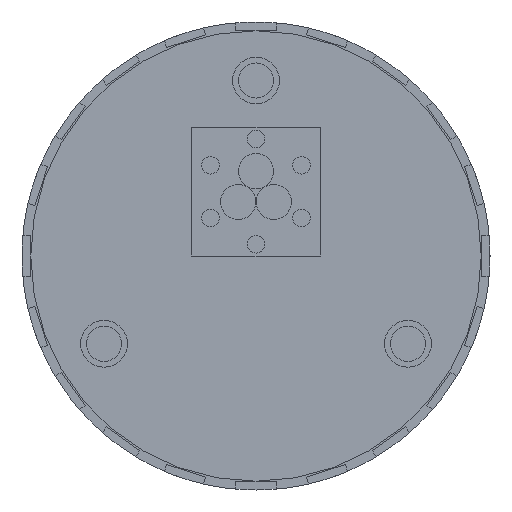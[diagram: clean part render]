
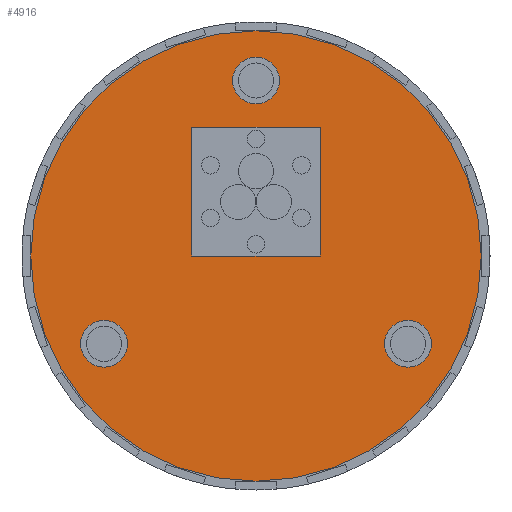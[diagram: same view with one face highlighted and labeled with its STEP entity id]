
A CAD part, front view. The second image highlights one B-rep face of the part: STEP entity #4916.
In plain terms, the highlighted planar face has unit normal (0, -1, 0).
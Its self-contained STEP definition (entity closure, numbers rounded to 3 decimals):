
#69 = VECTOR ( 'NONE', #2940, 1000. ) ;
#81 = AXIS2_PLACEMENT_3D ( 'NONE', #3449, #486, #3956 ) ;
#124 = FACE_BOUND ( 'NONE', #3490, .T. ) ;
#125 = DIRECTION ( 'NONE',  ( -1., 0., 0. ) ) ;
#172 = VERTEX_POINT ( 'NONE', #2473 ) ;
#178 = CARTESIAN_POINT ( 'NONE',  ( 5.5, 0., 11. ) ) ;
#180 = CARTESIAN_POINT ( 'NONE',  ( 0., 0., 15. ) ) ;
#274 = VECTOR ( 'NONE', #1431, 1000. ) ;
#394 = ORIENTED_EDGE ( 'NONE', *, *, #1956, .F. ) ;
#439 = CARTESIAN_POINT ( 'NONE',  ( 0., 0., 17. ) ) ;
#486 = DIRECTION ( 'NONE',  ( 0., 1., 0. ) ) ;
#521 = DIRECTION ( 'NONE',  ( 0., -1., 0. ) ) ;
#614 = EDGE_CURVE ( 'NONE', #2340, #3719, #3546, .T. ) ;
#665 = DIRECTION ( 'NONE',  ( 0., 0., -1. ) ) ;
#701 = AXIS2_PLACEMENT_3D ( 'NONE', #2699, #6132, #3190 ) ;
#759 = DIRECTION ( 'NONE',  ( 0., 1., 0. ) ) ;
#1052 = ORIENTED_EDGE ( 'NONE', *, *, #5291, .F. ) ;
#1162 = VERTEX_POINT ( 'NONE', #178 ) ;
#1170 = CARTESIAN_POINT ( 'NONE',  ( 12.99, 0., -5.5 ) ) ;
#1172 = VERTEX_POINT ( 'NONE', #2162 ) ;
#1265 = FACE_BOUND ( 'NONE', #4264, .T. ) ;
#1431 = DIRECTION ( 'NONE',  ( 1., 0., 0. ) ) ;
#1463 = EDGE_CURVE ( 'NONE', #1162, #3861, #3909, .T. ) ;
#1558 = AXIS2_PLACEMENT_3D ( 'NONE', #5201, #2231, #5690 ) ;
#1588 = LINE ( 'NONE', #4900, #274 ) ;
#1703 = AXIS2_PLACEMENT_3D ( 'NONE', #3735, #759, #4235 ) ;
#1720 = VERTEX_POINT ( 'NONE', #2271 ) ;
#1904 = ORIENTED_EDGE ( 'NONE', *, *, #2277, .F. ) ;
#1956 = EDGE_CURVE ( 'NONE', #1720, #2865, #5786, .T. ) ;
#1966 = VERTEX_POINT ( 'NONE', #2983 ) ;
#1983 = ORIENTED_EDGE ( 'NONE', *, *, #5617, .F. ) ;
#2082 = CARTESIAN_POINT ( 'NONE',  ( -5.5, 0., 11. ) ) ;
#2162 = CARTESIAN_POINT ( 'NONE',  ( 5.5, 0., 0. ) ) ;
#2217 = ORIENTED_EDGE ( 'NONE', *, *, #4137, .F. ) ;
#2229 = EDGE_CURVE ( 'NONE', #3305, #1966, #2776, .T. ) ;
#2231 = DIRECTION ( 'NONE',  ( 0., -1., 0. ) ) ;
#2265 = DIRECTION ( 'NONE',  ( 0., -1., 0. ) ) ;
#2271 = CARTESIAN_POINT ( 'NONE',  ( -12.99, 0., -9.5 ) ) ;
#2277 = EDGE_CURVE ( 'NONE', #1966, #3305, #4642, .T. ) ;
#2308 = CARTESIAN_POINT ( 'NONE',  ( -5.5, 0., 11. ) ) ;
#2340 = VERTEX_POINT ( 'NONE', #2797 ) ;
#2378 = ORIENTED_EDGE ( 'NONE', *, *, #2229, .F. ) ;
#2473 = CARTESIAN_POINT ( 'NONE',  ( 12.99, 0., -9.5 ) ) ;
#2497 = CARTESIAN_POINT ( 'NONE',  ( 0., 0., 15. ) ) ;
#2593 = FACE_BOUND ( 'NONE', #6098, .T. ) ;
#2615 = AXIS2_PLACEMENT_3D ( 'NONE', #3484, #521, #3989 ) ;
#2699 = CARTESIAN_POINT ( 'NONE',  ( -12.99, 0., -7.5 ) ) ;
#2701 = DIRECTION ( 'NONE',  ( 0., 1., 0. ) ) ;
#2748 = FACE_BOUND ( 'NONE', #4594, .T. ) ;
#2776 = CIRCLE ( 'NONE', #5144, 19.25 ) ;
#2797 = CARTESIAN_POINT ( 'NONE',  ( 0., 0., 13. ) ) ;
#2809 = DIRECTION ( 'NONE',  ( 0., 0., -1. ) ) ;
#2865 = VERTEX_POINT ( 'NONE', #3820 ) ;
#2940 = DIRECTION ( 'NONE',  ( 0., 0., 1. ) ) ;
#2983 = CARTESIAN_POINT ( 'NONE',  ( 0., 0., -19.25 ) ) ;
#2990 = DIRECTION ( 'NONE',  ( 0., 0., -1. ) ) ;
#3013 = EDGE_CURVE ( 'NONE', #1172, #1162, #3858, .T. ) ;
#3190 = DIRECTION ( 'NONE',  ( 0., 0., -1. ) ) ;
#3305 = VERTEX_POINT ( 'NONE', #4189 ) ;
#3357 = CIRCLE ( 'NONE', #1558, 2. ) ;
#3397 = CARTESIAN_POINT ( 'NONE',  ( -5.5, 0., 0. ) ) ;
#3429 = CIRCLE ( 'NONE', #4601, 2. ) ;
#3449 = CARTESIAN_POINT ( 'NONE',  ( 0., 0., 0. ) ) ;
#3484 = CARTESIAN_POINT ( 'NONE',  ( -12.99, 0., -7.5 ) ) ;
#3490 = EDGE_LOOP ( 'NONE', ( #4925, #1983 ) ) ;
#3546 = CIRCLE ( 'NONE', #5805, 2. ) ;
#3641 = DIRECTION ( 'NONE',  ( 0., -1., 0. ) ) ;
#3719 = VERTEX_POINT ( 'NONE', #439 ) ;
#3724 = VERTEX_POINT ( 'NONE', #3397 ) ;
#3735 = CARTESIAN_POINT ( 'NONE',  ( 0., 0., 0. ) ) ;
#3820 = CARTESIAN_POINT ( 'NONE',  ( -12.99, 0., -5.5 ) ) ;
#3858 = LINE ( 'NONE', #5892, #69 ) ;
#3861 = VERTEX_POINT ( 'NONE', #4021 ) ;
#3909 = LINE ( 'NONE', #2082, #5232 ) ;
#3941 = VECTOR ( 'NONE', #2809, 1000. ) ;
#3956 = DIRECTION ( 'NONE',  ( 0., 0., 1. ) ) ;
#3989 = DIRECTION ( 'NONE',  ( 0., 0., -1. ) ) ;
#4021 = CARTESIAN_POINT ( 'NONE',  ( -5.5, 0., 11. ) ) ;
#4137 = EDGE_CURVE ( 'NONE', #2865, #1720, #4836, .T. ) ;
#4171 = ORIENTED_EDGE ( 'NONE', *, *, #1463, .F. ) ;
#4182 = EDGE_CURVE ( 'NONE', #172, #5499, #3357, .T. ) ;
#4189 = CARTESIAN_POINT ( 'NONE',  ( 0., 0., 19.25 ) ) ;
#4235 = DIRECTION ( 'NONE',  ( 0., 0., 1. ) ) ;
#4264 = EDGE_LOOP ( 'NONE', ( #5403, #1052 ) ) ;
#4594 = EDGE_LOOP ( 'NONE', ( #394, #2217 ) ) ;
#4601 = AXIS2_PLACEMENT_3D ( 'NONE', #2497, #5944, #2990 ) ;
#4642 = CIRCLE ( 'NONE', #1703, 19.25 ) ;
#4836 = CIRCLE ( 'NONE', #701, 2. ) ;
#4877 = EDGE_CURVE ( 'NONE', #3724, #1172, #1588, .T. ) ;
#4898 = EDGE_LOOP ( 'NONE', ( #1904, #2378 ) ) ;
#4900 = CARTESIAN_POINT ( 'NONE',  ( -5.5, 0., 0. ) ) ;
#4916 = ADVANCED_FACE ( 'NONE', ( #2593, #2748, #124, #1265, #6367 ), #6382, .F. ) ;
#4925 = ORIENTED_EDGE ( 'NONE', *, *, #4182, .F. ) ;
#5144 = AXIS2_PLACEMENT_3D ( 'NONE', #5658, #2701, #6136 ) ;
#5201 = CARTESIAN_POINT ( 'NONE',  ( 12.99, 0., -7.5 ) ) ;
#5232 = VECTOR ( 'NONE', #125, 1000. ) ;
#5236 = CARTESIAN_POINT ( 'NONE',  ( 12.99, 0., -7.5 ) ) ;
#5258 = LINE ( 'NONE', #2308, #3941 ) ;
#5291 = EDGE_CURVE ( 'NONE', #3719, #2340, #3429, .T. ) ;
#5323 = ORIENTED_EDGE ( 'NONE', *, *, #4877, .F. ) ;
#5403 = ORIENTED_EDGE ( 'NONE', *, *, #614, .F. ) ;
#5499 = VERTEX_POINT ( 'NONE', #1170 ) ;
#5617 = EDGE_CURVE ( 'NONE', #5499, #172, #5735, .T. ) ;
#5632 = ORIENTED_EDGE ( 'NONE', *, *, #3013, .F. ) ;
#5658 = CARTESIAN_POINT ( 'NONE',  ( 0., 0., 0. ) ) ;
#5673 = AXIS2_PLACEMENT_3D ( 'NONE', #5236, #2265, #5734 ) ;
#5690 = DIRECTION ( 'NONE',  ( 0., 0., -1. ) ) ;
#5734 = DIRECTION ( 'NONE',  ( 0., 0., -1. ) ) ;
#5735 = CIRCLE ( 'NONE', #5673, 2. ) ;
#5786 = CIRCLE ( 'NONE', #2615, 2. ) ;
#5805 = AXIS2_PLACEMENT_3D ( 'NONE', #180, #3641, #665 ) ;
#5844 = ORIENTED_EDGE ( 'NONE', *, *, #6401, .F. ) ;
#5892 = CARTESIAN_POINT ( 'NONE',  ( 5.5, 0., 11. ) ) ;
#5944 = DIRECTION ( 'NONE',  ( 0., -1., 0. ) ) ;
#6098 = EDGE_LOOP ( 'NONE', ( #4171, #5632, #5323, #5844 ) ) ;
#6132 = DIRECTION ( 'NONE',  ( 0., -1., 0. ) ) ;
#6136 = DIRECTION ( 'NONE',  ( 0., 0., 1. ) ) ;
#6367 = FACE_OUTER_BOUND ( 'NONE', #4898, .T. ) ;
#6382 = PLANE ( 'NONE',  #81 ) ;
#6401 = EDGE_CURVE ( 'NONE', #3861, #3724, #5258, .T. ) ;
